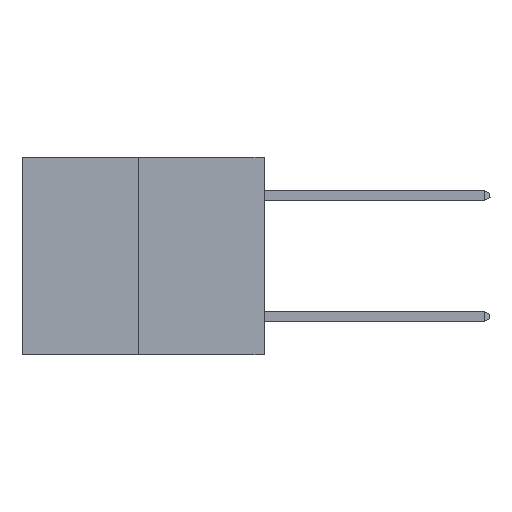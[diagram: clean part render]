
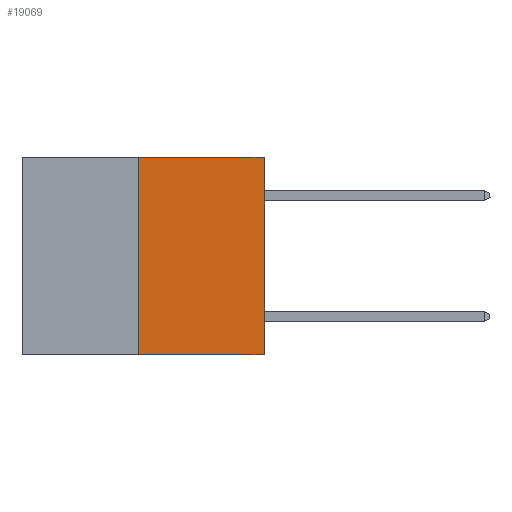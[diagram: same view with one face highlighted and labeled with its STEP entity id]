
A CAD part, left-side view. The second image highlights one B-rep face of the part: STEP entity #19069.
In plain terms, the highlighted planar face has unit normal (-1, 0, 0).
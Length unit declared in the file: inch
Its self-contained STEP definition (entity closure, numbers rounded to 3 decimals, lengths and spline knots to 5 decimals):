
#1024 = EDGE_LOOP ( 'NONE', ( #24386, #2259, #14114, #24755 ) ) ;
#1034 = PLANE ( 'NONE',  #13778 ) ;
#1125 = CARTESIAN_POINT ( 'NONE',  ( 0., 0.6, 0. ) ) ;
#2259 = ORIENTED_EDGE ( 'NONE', *, *, #6599, .T. ) ;
#2707 = EDGE_CURVE ( 'NONE', #16479, #16010, #24519, .T. ) ;
#3211 = DIRECTION ( 'NONE',  ( 1., 0., 0. ) ) ;
#4385 = DIRECTION ( 'NONE',  ( 0., -1., 0. ) ) ;
#6599 = EDGE_CURVE ( 'NONE', #12093, #16635, #26278, .T. ) ;
#7447 = CARTESIAN_POINT ( 'NONE',  ( 0., 0.312, -0.49 ) ) ;
#8465 = CARTESIAN_POINT ( 'NONE',  ( 0., 0.6, 0. ) ) ;
#9215 = CARTESIAN_POINT ( 'NONE',  ( 0., 0.312, 0. ) ) ;
#10576 = CARTESIAN_POINT ( 'NONE',  ( 0., 0.312, -0.49 ) ) ;
#11108 = DIRECTION ( 'NONE',  ( 0., 0., 1. ) ) ;
#11292 = CARTESIAN_POINT ( 'NONE',  ( 0., 0., 0. ) ) ;
#12093 = VERTEX_POINT ( 'NONE', #10576 ) ;
#13682 = DIRECTION ( 'NONE',  ( 0., 0., 1. ) ) ;
#13778 = AXIS2_PLACEMENT_3D ( 'NONE', #1125, #3211, #17646 ) ;
#14114 = ORIENTED_EDGE ( 'NONE', *, *, #14223, .T. ) ;
#14223 = EDGE_CURVE ( 'NONE', #16635, #16010, #15886, .T. ) ;
#15886 = LINE ( 'NONE', #11292, #25201 ) ;
#16010 = VERTEX_POINT ( 'NONE', #23003 ) ;
#16479 = VERTEX_POINT ( 'NONE', #9215 ) ;
#16635 = VERTEX_POINT ( 'NONE', #19217 ) ;
#17646 = DIRECTION ( 'NONE',  ( 0., 0., -1. ) ) ;
#18241 = LINE ( 'NONE', #7447, #21413 ) ;
#18403 = VECTOR ( 'NONE', #23158, 39.37008 ) ;
#19069 = ADVANCED_FACE ( 'NONE', ( #25935 ), #1034, .F. ) ;
#19217 = CARTESIAN_POINT ( 'NONE',  ( 0., 0., -0.49 ) ) ;
#21413 = VECTOR ( 'NONE', #13682, 39.37008 ) ;
#22360 = VECTOR ( 'NONE', #4385, 39.37008 ) ;
#23003 = CARTESIAN_POINT ( 'NONE',  ( 0., 0., 0. ) ) ;
#23158 = DIRECTION ( 'NONE',  ( 0., -1., 0. ) ) ;
#23184 = EDGE_CURVE ( 'NONE', #12093, #16479, #18241, .T. ) ;
#24386 = ORIENTED_EDGE ( 'NONE', *, *, #23184, .F. ) ;
#24519 = LINE ( 'NONE', #8465, #18403 ) ;
#24755 = ORIENTED_EDGE ( 'NONE', *, *, #2707, .F. ) ;
#24922 = CARTESIAN_POINT ( 'NONE',  ( 0., 0.6, -0.49 ) ) ;
#25201 = VECTOR ( 'NONE', #11108, 39.37008 ) ;
#25935 = FACE_OUTER_BOUND ( 'NONE', #1024, .T. ) ;
#26278 = LINE ( 'NONE', #24922, #22360 ) ;
